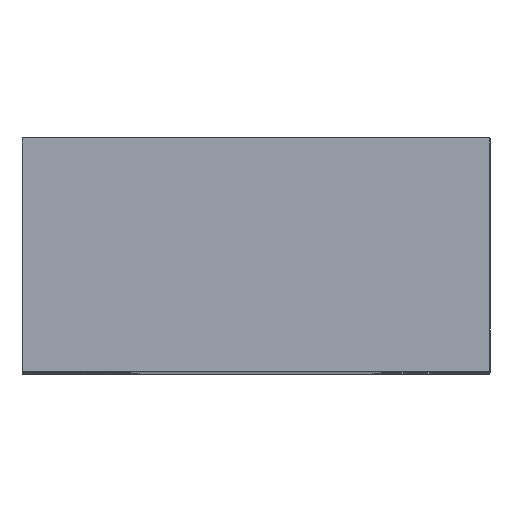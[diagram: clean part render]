
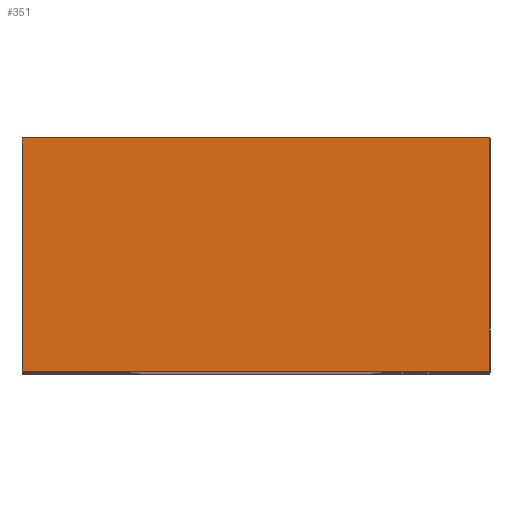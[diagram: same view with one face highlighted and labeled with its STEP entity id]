
A CAD part, top view. The second image highlights one B-rep face of the part: STEP entity #351.
In plain terms, the highlighted planar face has unit normal (0, 0, 1).
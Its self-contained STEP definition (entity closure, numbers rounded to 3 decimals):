
#2 = DIRECTION ( 'NONE',  ( 1., 0., 0. ) ) ;
#7 = VERTEX_POINT ( 'NONE', #388 ) ;
#19 = EDGE_CURVE ( 'NONE', #7, #278, #397, .T. ) ;
#30 = VERTEX_POINT ( 'NONE', #136 ) ;
#42 = CARTESIAN_POINT ( 'NONE',  ( 0., 22., 0. ) ) ;
#47 = DIRECTION ( 'NONE',  ( 0., -1., 0. ) ) ;
#86 = CARTESIAN_POINT ( 'NONE',  ( 0., 0., 0. ) ) ;
#126 = LINE ( 'NONE', #198, #149 ) ;
#136 = CARTESIAN_POINT ( 'NONE',  ( 44., 0., 0. ) ) ;
#142 = FACE_OUTER_BOUND ( 'NONE', #275, .T. ) ;
#145 = DIRECTION ( 'NONE',  ( -1., 0., 0. ) ) ;
#149 = VECTOR ( 'NONE', #158, 1000. ) ;
#158 = DIRECTION ( 'NONE',  ( 1., 0., 0. ) ) ;
#163 = ORIENTED_EDGE ( 'NONE', *, *, #19, .F. ) ;
#169 = CARTESIAN_POINT ( 'NONE',  ( 0., 22., 0. ) ) ;
#170 = EDGE_CURVE ( 'NONE', #278, #30, #369, .T. ) ;
#175 = DIRECTION ( 'NONE',  ( 0., 0., -1. ) ) ;
#195 = DIRECTION ( 'NONE',  ( 0., -1., 0. ) ) ;
#198 = CARTESIAN_POINT ( 'NONE',  ( 0., 0., 0. ) ) ;
#221 = VECTOR ( 'NONE', #47, 1000. ) ;
#225 = CARTESIAN_POINT ( 'NONE',  ( 44., 22., 0. ) ) ;
#235 = VERTEX_POINT ( 'NONE', #86 ) ;
#243 = VECTOR ( 'NONE', #2, 1000. ) ;
#257 = EDGE_CURVE ( 'NONE', #7, #235, #270, .T. ) ;
#263 = EDGE_CURVE ( 'NONE', #235, #30, #126, .T. ) ;
#270 = LINE ( 'NONE', #419, #326 ) ;
#275 = EDGE_LOOP ( 'NONE', ( #433, #364, #163, #321 ) ) ;
#278 = VERTEX_POINT ( 'NONE', #354 ) ;
#320 = AXIS2_PLACEMENT_3D ( 'NONE', #42, #175, #145 ) ;
#321 = ORIENTED_EDGE ( 'NONE', *, *, #257, .T. ) ;
#326 = VECTOR ( 'NONE', #195, 1000. ) ;
#351 = ADVANCED_FACE ( 'NONE', ( #142 ), #365, .F. ) ;
#354 = CARTESIAN_POINT ( 'NONE',  ( 44., 22., 0. ) ) ;
#364 = ORIENTED_EDGE ( 'NONE', *, *, #170, .F. ) ;
#365 = PLANE ( 'NONE',  #320 ) ;
#369 = LINE ( 'NONE', #225, #221 ) ;
#388 = CARTESIAN_POINT ( 'NONE',  ( 0., 22., 0. ) ) ;
#397 = LINE ( 'NONE', #169, #243 ) ;
#419 = CARTESIAN_POINT ( 'NONE',  ( 0., 22., 0. ) ) ;
#433 = ORIENTED_EDGE ( 'NONE', *, *, #263, .T. ) ;
